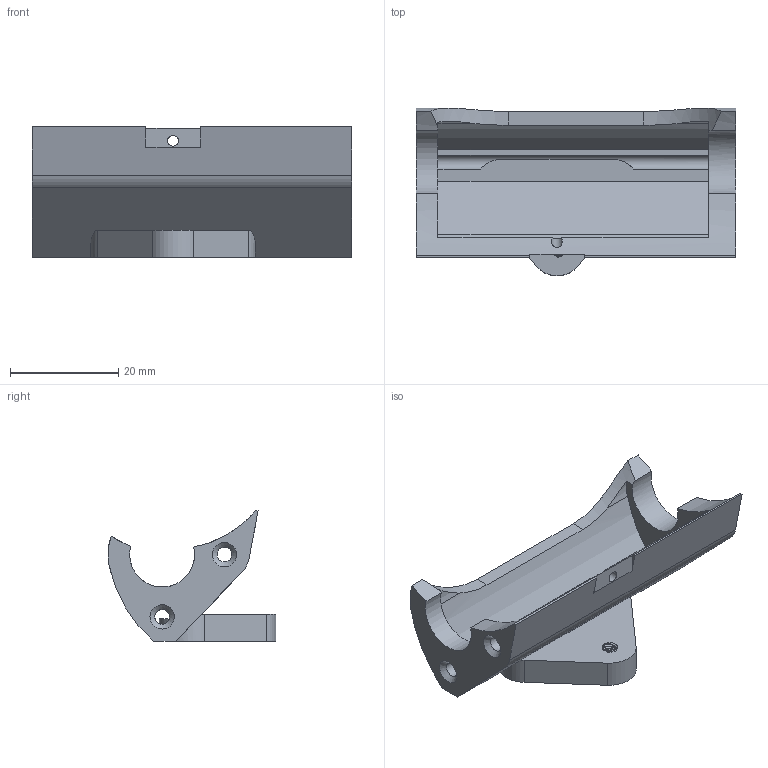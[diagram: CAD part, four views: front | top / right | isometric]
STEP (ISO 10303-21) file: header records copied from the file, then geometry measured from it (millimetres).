
FILE_DESCRIPTION(('FreeCAD Model'),'2;1');
FILE_NAME('Open CASCADE Shape Model','2023-06-25T14:15:46',(''),(''), 'Open CASCADE STEP processor 7.6','FreeCAD','Unknown');
FILE_SCHEMA(('AUTOMOTIVE_DESIGN { 1 0 10303 214 1 1 1 1 }'));
Length unit declared in the file: millimetre
Products named in the file (1): Chamfer248248
Bounding box: 59 x 30.99 x 24.08 mm (x, y, z)
Volume: 8718.5 mm3; surface area: 7251.1 mm2
Topology: 1 solids, 1 shells, 94 faces, 241 edges, 146 vertices
Faces by surface type: cylinder 35, bspline 33, plane 21, cone 5
Full cylindrical faces by diameter (mm): 2 x1, 2.6 x9, 2.7 x3
Entity records: 13842 total; most frequent: CARTESIAN_POINT 9576, DIRECTION 594, ORIENTED_EDGE 482, PCURVE 482, DEFINITIONAL_REPRESENTATION 482, LINE 340, VECTOR 340, B_SPLINE_CURVE_WITH_KNOTS 282
